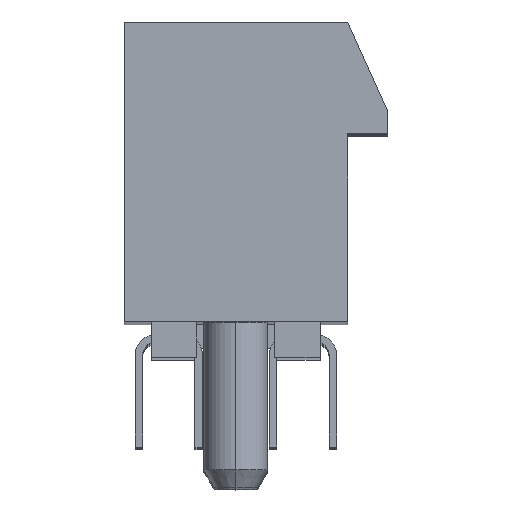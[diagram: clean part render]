
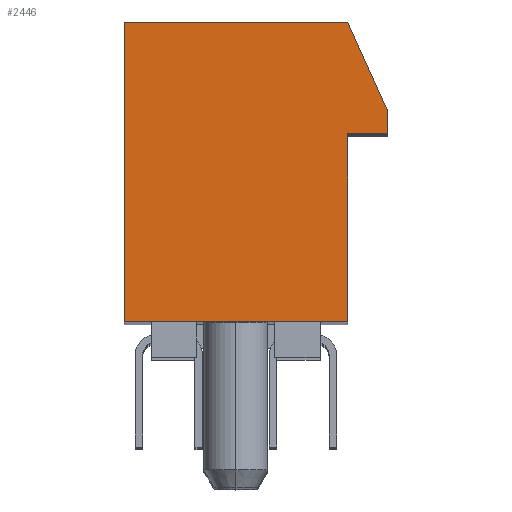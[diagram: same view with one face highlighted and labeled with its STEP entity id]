
A CAD part, top view. The second image highlights one B-rep face of the part: STEP entity #2446.
In plain terms, the highlighted planar face has unit normal (0, 0, 1).
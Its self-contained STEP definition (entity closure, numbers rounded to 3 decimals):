
#1182 = EDGE_CURVE ( 'NONE', #5121, #5134, #20831, .T. ) ;
#2446 = ADVANCED_FACE ( 'NONE', ( #30127 ), #30499, .F. ) ;
#5121 = VERTEX_POINT ( 'NONE', #32077 ) ;
#5134 = VERTEX_POINT ( 'NONE', #32090 ) ;
#5277 = VERTEX_POINT ( 'NONE', #32233 ) ;
#5280 = VERTEX_POINT ( 'NONE', #32236 ) ;
#5283 = VERTEX_POINT ( 'NONE', #32239 ) ;
#5285 = VERTEX_POINT ( 'NONE', #32241 ) ;
#5291 = VERTEX_POINT ( 'NONE', #32247 ) ;
#5697 = EDGE_LOOP ( 'NONE', ( #6975, #6976, #6977, #6978, #6979, #6980, #6981 ) ) ;
#6975 = ORIENTED_EDGE ( 'NONE', *, *, #7256, .T. ) ;
#6976 = ORIENTED_EDGE ( 'NONE', *, *, #1182, .T. ) ;
#6977 = ORIENTED_EDGE ( 'NONE', *, *, #7300, .T. ) ;
#6978 = ORIENTED_EDGE ( 'NONE', *, *, #7251, .T. ) ;
#6979 = ORIENTED_EDGE ( 'NONE', *, *, #7248, .T. ) ;
#6980 = ORIENTED_EDGE ( 'NONE', *, *, #7292, .T. ) ;
#6981 = ORIENTED_EDGE ( 'NONE', *, *, #7267, .T. ) ;
#7248 = EDGE_CURVE ( 'NONE', #5277, #5283, #32912, .T. ) ;
#7251 = EDGE_CURVE ( 'NONE', #5285, #5277, #32918, .T. ) ;
#7256 = EDGE_CURVE ( 'NONE', #5280, #5121, #32928, .T. ) ;
#7267 = EDGE_CURVE ( 'NONE', #5291, #5280, #32950, .T. ) ;
#7292 = EDGE_CURVE ( 'NONE', #5283, #5291, #32954, .T. ) ;
#7300 = EDGE_CURVE ( 'NONE', #5134, #5285, #33016, .T. ) ;
#20430 = CARTESIAN_POINT ( 'NONE',  ( -3.75, 0., 0. ) ) ;
#20432 = DIRECTION ( 'NONE',  ( 1., 0., 0. ) ) ;
#20831 = LINE ( 'NONE', #20430, #20834 ) ;
#20834 = VECTOR ( 'NONE', #20432, 1000. ) ;
#27424 = AXIS2_PLACEMENT_3D ( 'NONE', #30518, #30519, #30520 ) ;
#30127 = FACE_OUTER_BOUND ( 'NONE', #5697, .T. ) ;
#30499 = PLANE ( 'NONE',  #27424 ) ;
#30518 = CARTESIAN_POINT ( 'NONE',  ( -3.75, 10.05, 0. ) ) ;
#30519 = DIRECTION ( 'NONE',  ( 0., 0., -1. ) ) ;
#30520 = DIRECTION ( 'NONE',  ( -1., 0., 0. ) ) ;
#32077 = CARTESIAN_POINT ( 'NONE',  ( -3.75, 0., 0. ) ) ;
#32090 = CARTESIAN_POINT ( 'NONE',  ( 3.75, 0., 0. ) ) ;
#32233 = CARTESIAN_POINT ( 'NONE',  ( 5.1, 6.3, 0. ) ) ;
#32236 = CARTESIAN_POINT ( 'NONE',  ( -3.75, 10.05, 0. ) ) ;
#32239 = CARTESIAN_POINT ( 'NONE',  ( 5.1, 7.05, 0. ) ) ;
#32241 = CARTESIAN_POINT ( 'NONE',  ( 3.75, 6.3, 0. ) ) ;
#32247 = CARTESIAN_POINT ( 'NONE',  ( 3.75, 10.05, 0. ) ) ;
#32751 = CARTESIAN_POINT ( 'NONE',  ( 5.1, 7.05, 0. ) ) ;
#32752 = DIRECTION ( 'NONE',  ( 0., 1., 0. ) ) ;
#32757 = CARTESIAN_POINT ( 'NONE',  ( 5.1, 6.3, 0. ) ) ;
#32758 = DIRECTION ( 'NONE',  ( 1., 0., 0. ) ) ;
#32767 = CARTESIAN_POINT ( 'NONE',  ( -3.75, 0., 0. ) ) ;
#32768 = DIRECTION ( 'NONE',  ( 0., -1., 0. ) ) ;
#32782 = CARTESIAN_POINT ( 'NONE',  ( 3.75, 10.05, 0. ) ) ;
#32789 = CARTESIAN_POINT ( 'NONE',  ( -3.75, 10.05, 0. ) ) ;
#32790 = DIRECTION ( 'NONE',  ( -1., 0., 0. ) ) ;
#32840 = DIRECTION ( 'NONE',  ( -0.41, 0.912, 0. ) ) ;
#32855 = CARTESIAN_POINT ( 'NONE',  ( 3.75, 0., 0. ) ) ;
#32856 = DIRECTION ( 'NONE',  ( 0., 1., 0. ) ) ;
#32912 = LINE ( 'NONE', #32751, #32915 ) ;
#32915 = VECTOR ( 'NONE', #32752, 1000. ) ;
#32918 = LINE ( 'NONE', #32757, #32921 ) ;
#32921 = VECTOR ( 'NONE', #32758, 1000. ) ;
#32928 = LINE ( 'NONE', #32767, #32931 ) ;
#32931 = VECTOR ( 'NONE', #32768, 1000. ) ;
#32950 = LINE ( 'NONE', #32789, #32953 ) ;
#32953 = VECTOR ( 'NONE', #32790, 1000. ) ;
#32954 = LINE ( 'NONE', #32782, #33003 ) ;
#33003 = VECTOR ( 'NONE', #32840, 1000. ) ;
#33016 = LINE ( 'NONE', #32855, #33019 ) ;
#33019 = VECTOR ( 'NONE', #32856, 1000. ) ;
